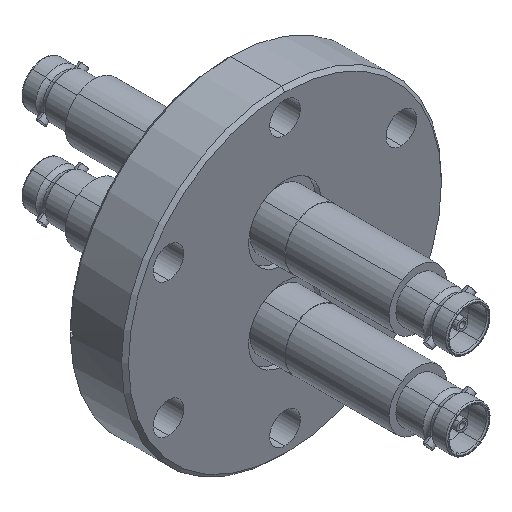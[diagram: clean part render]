
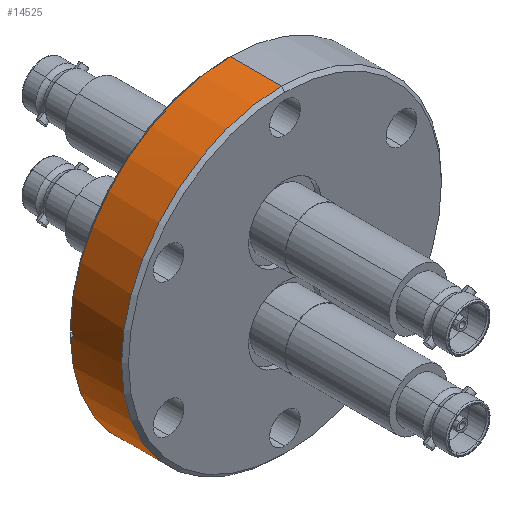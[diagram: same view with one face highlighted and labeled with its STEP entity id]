
A CAD part, isometric view. The second image highlights one B-rep face of the part: STEP entity #14525.
In plain terms, the highlighted cylindrical face has radius 34.925 mm (diameter 69.85 mm), a partial arc.
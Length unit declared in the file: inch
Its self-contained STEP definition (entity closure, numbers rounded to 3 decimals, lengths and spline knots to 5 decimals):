
#1787 = VERTEX_POINT ( 'NONE', #8938 ) ;
#1807 = EDGE_CURVE ( 'NONE', #17184, #17201, #7721, .T. ) ;
#1828 = EDGE_CURVE ( 'NONE', #17071, #17201, #7704, .T. ) ;
#2442 = AXIS2_PLACEMENT_3D ( 'NONE', #8759, #8758, #8757 ) ;
#2746 = ORIENTED_EDGE ( 'NONE', *, *, #16856, .F. ) ;
#2747 = ORIENTED_EDGE ( 'NONE', *, *, #16820, .T. ) ;
#2754 = ORIENTED_EDGE ( 'NONE', *, *, #1807, .T. ) ;
#2757 = ORIENTED_EDGE ( 'NONE', *, *, #16817, .T. ) ;
#2760 = ORIENTED_EDGE ( 'NONE', *, *, #1828, .F. ) ;
#2766 = ORIENTED_EDGE ( 'NONE', *, *, #16805, .F. ) ;
#2770 = ORIENTED_EDGE ( 'NONE', *, *, #16785, .F. ) ;
#2781 = ORIENTED_EDGE ( 'NONE', *, *, #16827, .F. ) ;
#3834 = CIRCLE ( 'NONE', #10861, 1.375 ) ;
#3862 = LINE ( 'NONE', #14798, #3865 ) ;
#3865 = VECTOR ( 'NONE', #14790, 39.37008 ) ;
#3869 = CIRCLE ( 'NONE', #10881, 1.375 ) ;
#3875 = CIRCLE ( 'NONE', #10879, 1.375 ) ;
#3885 = LINE ( 'NONE', #14860, #3887 ) ;
#3887 = VECTOR ( 'NONE', #14861, 39.37008 ) ;
#3927 = LINE ( 'NONE', #14933, #3929 ) ;
#3929 = VECTOR ( 'NONE', #14934, 39.37008 ) ;
#6940 = AXIS2_PLACEMENT_3D ( 'NONE', #18616, #18614, #18609 ) ;
#7704 = CIRCLE ( 'NONE', #2442, 1.375 ) ;
#7715 = VECTOR ( 'NONE', #8869, 39.37008 ) ;
#7721 = LINE ( 'NONE', #8875, #7715 ) ;
#8757 = DIRECTION ( 'NONE',  ( 0., 0., 1. ) ) ;
#8758 = DIRECTION ( 'NONE',  ( 0., 1., 0. ) ) ;
#8759 = CARTESIAN_POINT ( 'NONE',  ( 0., 0.021, 0. ) ) ;
#8869 = DIRECTION ( 'NONE',  ( 0., 1., 0. ) ) ;
#8875 = CARTESIAN_POINT ( 'NONE',  ( 0., 0., 1.375 ) ) ;
#8938 = CARTESIAN_POINT ( 'NONE',  ( -1.37477, 0.001, -0.025 ) ) ;
#10311 = EDGE_LOOP ( 'NONE', ( #2746, #2747, #2754, #2760, #2781, #2757, #2766, #2770 ) ) ;
#10861 = AXIS2_PLACEMENT_3D ( 'NONE', #14752, #14753, #14754 ) ;
#10879 = AXIS2_PLACEMENT_3D ( 'NONE', #14837, #14838, #14839 ) ;
#10881 = AXIS2_PLACEMENT_3D ( 'NONE', #14845, #14846, #14847 ) ;
#14525 = ADVANCED_FACE ( 'NONE', ( #17783 ), #17782, .T. ) ;
#14752 = CARTESIAN_POINT ( 'NONE',  ( 0., 0.021, 0. ) ) ;
#14753 = DIRECTION ( 'NONE',  ( 0., 1., 0. ) ) ;
#14754 = DIRECTION ( 'NONE',  ( 0., 0., 1. ) ) ;
#14790 = DIRECTION ( 'NONE',  ( 0., -1., 0. ) ) ;
#14798 = CARTESIAN_POINT ( 'NONE',  ( -1.37477, 0., -0.025 ) ) ;
#14837 = CARTESIAN_POINT ( 'NONE',  ( 0., 0.001, 0. ) ) ;
#14838 = DIRECTION ( 'NONE',  ( 0., -1., 0. ) ) ;
#14839 = DIRECTION ( 'NONE',  ( 0., 0., 1. ) ) ;
#14845 = CARTESIAN_POINT ( 'NONE',  ( 0., -0.419, 0. ) ) ;
#14846 = DIRECTION ( 'NONE',  ( 0., 1., 0. ) ) ;
#14847 = DIRECTION ( 'NONE',  ( 0., 0., 1. ) ) ;
#14860 = CARTESIAN_POINT ( 'NONE',  ( -1.37477, 0., 0.025 ) ) ;
#14861 = DIRECTION ( 'NONE',  ( 0., 1., 0. ) ) ;
#14933 = CARTESIAN_POINT ( 'NONE',  ( 0., 0., -1.375 ) ) ;
#14934 = DIRECTION ( 'NONE',  ( 0., 1., 0. ) ) ;
#14958 = CARTESIAN_POINT ( 'NONE',  ( -1.37477, 0.021, -0.025 ) ) ;
#14983 = CARTESIAN_POINT ( 'NONE',  ( -1.37477, 0.001, 0.025 ) ) ;
#15063 = CARTESIAN_POINT ( 'NONE',  ( -1.37477, 0.021, 0.025 ) ) ;
#15104 = CARTESIAN_POINT ( 'NONE',  ( 0., 0.021, -1.375 ) ) ;
#15131 = CARTESIAN_POINT ( 'NONE',  ( 0., -0.419, 1.375 ) ) ;
#15141 = CARTESIAN_POINT ( 'NONE',  ( 0., -0.419, -1.375 ) ) ;
#15145 = CARTESIAN_POINT ( 'NONE',  ( 0., 0.021, 1.375 ) ) ;
#16785 = EDGE_CURVE ( 'NONE', #17112, #16966, #3834, .T. ) ;
#16805 = EDGE_CURVE ( 'NONE', #16966, #1787, #3862, .T. ) ;
#16817 = EDGE_CURVE ( 'NONE', #16991, #1787, #3875, .T. ) ;
#16820 = EDGE_CURVE ( 'NONE', #17197, #17184, #3869, .T. ) ;
#16827 = EDGE_CURVE ( 'NONE', #16991, #17071, #3885, .T. ) ;
#16856 = EDGE_CURVE ( 'NONE', #17197, #17112, #3927, .T. ) ;
#16966 = VERTEX_POINT ( 'NONE', #14958 ) ;
#16991 = VERTEX_POINT ( 'NONE', #14983 ) ;
#17071 = VERTEX_POINT ( 'NONE', #15063 ) ;
#17112 = VERTEX_POINT ( 'NONE', #15104 ) ;
#17184 = VERTEX_POINT ( 'NONE', #15131 ) ;
#17197 = VERTEX_POINT ( 'NONE', #15141 ) ;
#17201 = VERTEX_POINT ( 'NONE', #15145 ) ;
#17782 = CYLINDRICAL_SURFACE ( 'NONE', #6940, 1.375 ) ;
#17783 = FACE_OUTER_BOUND ( 'NONE', #10311, .T. ) ;
#18609 = DIRECTION ( 'NONE',  ( 0., 0., 1. ) ) ;
#18614 = DIRECTION ( 'NONE',  ( 0., 1., 0. ) ) ;
#18616 = CARTESIAN_POINT ( 'NONE',  ( 0., 0., 0. ) ) ;
